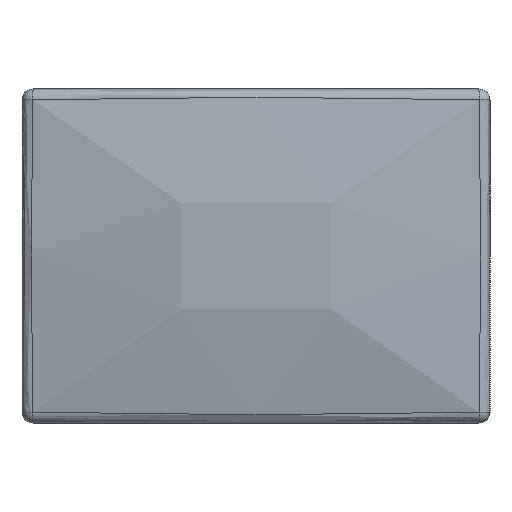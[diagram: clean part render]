
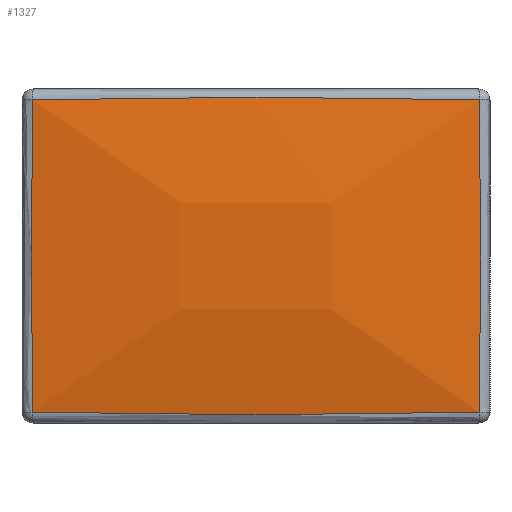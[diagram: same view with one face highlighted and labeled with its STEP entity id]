
A CAD part, left-side view. The second image highlights one B-rep face of the part: STEP entity #1327.
In plain terms, the highlighted free-form (B-spline) face has degree [3, 3] with [4, 4] control points.
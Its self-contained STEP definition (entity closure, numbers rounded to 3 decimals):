
#1 = CARTESIAN_POINT ( 'NONE',  ( -0.5, -0.088, -0.012 ) ) ;
#7 = CARTESIAN_POINT ( 'NONE',  ( -0.5, -0.25, 0.35 ) ) ;
#130 = CARTESIAN_POINT ( 'NONE',  ( -0.544, -0.088, 0.113 ) ) ;
#178 = CARTESIAN_POINT ( 'NONE',  ( -0.502, 0.252, 0.209 ) ) ;
#189 = CARTESIAN_POINT ( 'NONE',  ( -0.501, 0.251, 0.326 ) ) ;
#209 = VERTEX_POINT ( 'NONE', #1352 ) ;
#210 = CARTESIAN_POINT ( 'NONE',  ( -0.5, -0.25, 0. ) ) ;
#235 = CARTESIAN_POINT ( 'NONE',  ( -0.501, 0.22, -0.001 ) ) ;
#277 = ORIENTED_EDGE ( 'NONE', *, *, #974, .T. ) ;
#280 = CARTESIAN_POINT ( 'NONE',  ( -0.5, -0.25, 0. ) ) ;
#298 = EDGE_LOOP ( 'NONE', ( #2203, #506, #657, #277 ) ) ;
#300 = CARTESIAN_POINT ( 'NONE',  ( -0.5, 0.087, -0.012 ) ) ;
#312 = CARTESIAN_POINT ( 'NONE',  ( -0.501, 0.251, 0.022 ) ) ;
#341 = CARTESIAN_POINT ( 'NONE',  ( -0.5, 0.25, 0.35 ) ) ;
#342 = CARTESIAN_POINT ( 'NONE',  ( -0.5, 0.262, -0.012 ) ) ;
#361 = CARTESIAN_POINT ( 'NONE',  ( -0.502, 0., 0.353 ) ) ;
#439 = CARTESIAN_POINT ( 'NONE',  ( -0.501, -0.204, -0.001 ) ) ;
#452 = CARTESIAN_POINT ( 'NONE',  ( -0.502, -0.136, -0.002 ) ) ;
#474 = B_SPLINE_CURVE_WITH_KNOTS ( 'NONE', 3,
 ( #341, #189, #1855, #490, #834, #178, #684, #1532, #1711, #312, #2225, #1193, #1898 ),
 .UNSPECIFIED., .F., .F.,
 ( 4, 3, 3, 3, 4 ),
 ( 0., 0., 0., 0., 0. ),
 .UNSPECIFIED. ) ;
#490 = CARTESIAN_POINT ( 'NONE',  ( -0.501, 0.252, 0.277 ) ) ;
#503 = CARTESIAN_POINT ( 'NONE',  ( -0.5, -0.25, 0. ) ) ;
#506 = ORIENTED_EDGE ( 'NONE', *, *, #1727, .T. ) ;
#514 = VERTEX_POINT ( 'NONE', #503 ) ;
#528 = EDGE_CURVE ( 'NONE', #209, #1759, #474, .T. ) ;
#534 = CARTESIAN_POINT ( 'NONE',  ( -0.501, -0.22, 0.351 ) ) ;
#555 = CARTESIAN_POINT ( 'NONE',  ( -0.502, 0.136, 0.352 ) ) ;
#572 = CARTESIAN_POINT ( 'NONE',  ( -0.502, -0.252, 0.141 ) ) ;
#578 = CARTESIAN_POINT ( 'NONE',  ( -0.502, 0.068, -0.003 ) ) ;
#591 = CARTESIAN_POINT ( 'NONE',  ( -0.501, 0.235, -0.001 ) ) ;
#604 = CARTESIAN_POINT ( 'NONE',  ( -0.502, 0., -0.003 ) ) ;
#616 = B_SPLINE_CURVE_WITH_KNOTS ( 'NONE', 3,
 ( #1323, #591, #235, #761, #1113, #578, #604, #1304, #452, #439, #750, #1133, #280 ),
 .UNSPECIFIED., .F., .F.,
 ( 4, 3, 3, 3, 4 ),
 ( 0., 0., 0., 0., 0.001 ),
 .UNSPECIFIED. ) ;
#657 = ORIENTED_EDGE ( 'NONE', *, *, #1092, .T. ) ;
#661 = CARTESIAN_POINT ( 'NONE',  ( -0.544, 0.087, 0.113 ) ) ;
#676 = CARTESIAN_POINT ( 'NONE',  ( -0.5, 0.25, 0.35 ) ) ;
#684 = CARTESIAN_POINT ( 'NONE',  ( -0.502, 0.252, 0.175 ) ) ;
#704 = CARTESIAN_POINT ( 'NONE',  ( -0.501, -0.235, 0.351 ) ) ;
#726 = CARTESIAN_POINT ( 'NONE',  ( -0.501, -0.204, 0.351 ) ) ;
#744 = CARTESIAN_POINT ( 'NONE',  ( -0.501, -0.252, 0.073 ) ) ;
#750 = CARTESIAN_POINT ( 'NONE',  ( -0.501, -0.22, -0.001 ) ) ;
#761 = CARTESIAN_POINT ( 'NONE',  ( -0.501, 0.204, -0.001 ) ) ;
#807 = CARTESIAN_POINT ( 'NONE',  ( -0.5, 0.25, 0. ) ) ;
#811 = CARTESIAN_POINT ( 'NONE',  ( -0.5, -0.088, 0.362 ) ) ;
#824 = CARTESIAN_POINT ( 'NONE',  ( -0.5, 0.087, 0.362 ) ) ;
#834 = CARTESIAN_POINT ( 'NONE',  ( -0.502, 0.252, 0.243 ) ) ;
#852 = VERTEX_POINT ( 'NONE', #1742 ) ;
#904 = CARTESIAN_POINT ( 'NONE',  ( -0.5, -0.25, 0.35 ) ) ;
#926 = CARTESIAN_POINT ( 'NONE',  ( -0.502, -0.252, 0.107 ) ) ;
#935 = B_SPLINE_SURFACE_WITH_KNOTS ( 'NONE', 3, 3, ( 
 ( #342, #300, #1, #2211 ),
 ( #1689, #661, #130, #1006 ),
 ( #1154, #2057, #1677, #2236 ),
 ( #984, #824, #811, #1360 ) ),
 .UNSPECIFIED., .F., .F., .F.,
 ( 4, 4 ),
 ( 4, 4 ),
 ( 0., 1. ),
 ( 0., 1. ),
 .UNSPECIFIED. ) ;
#974 = EDGE_CURVE ( 'NONE', #852, #209, #2205, .T. ) ;
#984 = CARTESIAN_POINT ( 'NONE',  ( -0.5, 0.262, 0.362 ) ) ;
#1006 = CARTESIAN_POINT ( 'NONE',  ( -0.5, -0.263, 0.113 ) ) ;
#1054 = CARTESIAN_POINT ( 'NONE',  ( -0.502, -0.252, 0.175 ) ) ;
#1092 = EDGE_CURVE ( 'NONE', #514, #852, #1904, .T. ) ;
#1093 = CARTESIAN_POINT ( 'NONE',  ( -0.501, -0.251, 0.024 ) ) ;
#1113 = CARTESIAN_POINT ( 'NONE',  ( -0.502, 0.136, -0.002 ) ) ;
#1133 = CARTESIAN_POINT ( 'NONE',  ( -0.501, -0.235, -0.001 ) ) ;
#1154 = CARTESIAN_POINT ( 'NONE',  ( -0.5, 0.262, 0.237 ) ) ;
#1193 = CARTESIAN_POINT ( 'NONE',  ( -0.5, 0.25, 0.007 ) ) ;
#1253 = CARTESIAN_POINT ( 'NONE',  ( -0.501, 0.22, 0.351 ) ) ;
#1283 = CARTESIAN_POINT ( 'NONE',  ( -0.5, -0.25, 0.343 ) ) ;
#1304 = CARTESIAN_POINT ( 'NONE',  ( -0.502, -0.068, -0.003 ) ) ;
#1323 = CARTESIAN_POINT ( 'NONE',  ( -0.5, 0.25, 0. ) ) ;
#1327 = ADVANCED_FACE ( 'NONE', ( #1714 ), #935, .F. ) ;
#1352 = CARTESIAN_POINT ( 'NONE',  ( -0.5, 0.25, 0.35 ) ) ;
#1360 = CARTESIAN_POINT ( 'NONE',  ( -0.5, -0.263, 0.362 ) ) ;
#1402 = CARTESIAN_POINT ( 'NONE',  ( -0.502, -0.136, 0.352 ) ) ;
#1422 = CARTESIAN_POINT ( 'NONE',  ( -0.501, -0.251, 0.328 ) ) ;
#1425 = CARTESIAN_POINT ( 'NONE',  ( -0.502, -0.068, 0.353 ) ) ;
#1532 = CARTESIAN_POINT ( 'NONE',  ( -0.502, 0.252, 0.124 ) ) ;
#1583 = CARTESIAN_POINT ( 'NONE',  ( -0.502, -0.252, 0.277 ) ) ;
#1593 = CARTESIAN_POINT ( 'NONE',  ( -0.502, -0.252, 0.226 ) ) ;
#1596 = CARTESIAN_POINT ( 'NONE',  ( -0.501, 0.235, 0.351 ) ) ;
#1677 = CARTESIAN_POINT ( 'NONE',  ( -0.544, -0.088, 0.237 ) ) ;
#1689 = CARTESIAN_POINT ( 'NONE',  ( -0.5, 0.262, 0.113 ) ) ;
#1711 = CARTESIAN_POINT ( 'NONE',  ( -0.502, 0.252, 0.073 ) ) ;
#1714 = FACE_OUTER_BOUND ( 'NONE', #298, .T. ) ;
#1727 = EDGE_CURVE ( 'NONE', #1759, #514, #616, .T. ) ;
#1742 = CARTESIAN_POINT ( 'NONE',  ( -0.5, -0.25, 0.35 ) ) ;
#1759 = VERTEX_POINT ( 'NONE', #807 ) ;
#1760 = CARTESIAN_POINT ( 'NONE',  ( -0.501, -0.251, 0.336 ) ) ;
#1855 = CARTESIAN_POINT ( 'NONE',  ( -0.501, 0.251, 0.302 ) ) ;
#1898 = CARTESIAN_POINT ( 'NONE',  ( -0.5, 0.25, 0. ) ) ;
#1904 = B_SPLINE_CURVE_WITH_KNOTS ( 'NONE', 3,
 ( #210, #1093, #1956, #744, #926, #572, #1054, #1593, #1583, #1422, #1760, #1283, #904 ),
 .UNSPECIFIED., .F., .F.,
 ( 4, 3, 3, 3, 4 ),
 ( 0., 0., 0., 0., 0. ),
 .UNSPECIFIED. ) ;
#1937 = CARTESIAN_POINT ( 'NONE',  ( -0.501, 0.204, 0.351 ) ) ;
#1956 = CARTESIAN_POINT ( 'NONE',  ( -0.501, -0.251, 0.048 ) ) ;
#2057 = CARTESIAN_POINT ( 'NONE',  ( -0.544, 0.087, 0.237 ) ) ;
#2100 = CARTESIAN_POINT ( 'NONE',  ( -0.502, 0.068, 0.353 ) ) ;
#2203 = ORIENTED_EDGE ( 'NONE', *, *, #528, .T. ) ;
#2205 = B_SPLINE_CURVE_WITH_KNOTS ( 'NONE', 3,
 ( #7, #704, #534, #726, #1402, #1425, #361, #2100, #555, #1937, #1253, #1596, #676 ),
 .UNSPECIFIED., .F., .F.,
 ( 4, 3, 3, 3, 4 ),
 ( 0., 0., 0., 0., 0.001 ),
 .UNSPECIFIED. ) ;
#2211 = CARTESIAN_POINT ( 'NONE',  ( -0.5, -0.263, -0.013 ) ) ;
#2225 = CARTESIAN_POINT ( 'NONE',  ( -0.501, 0.251, 0.014 ) ) ;
#2236 = CARTESIAN_POINT ( 'NONE',  ( -0.5, -0.263, 0.237 ) ) ;
